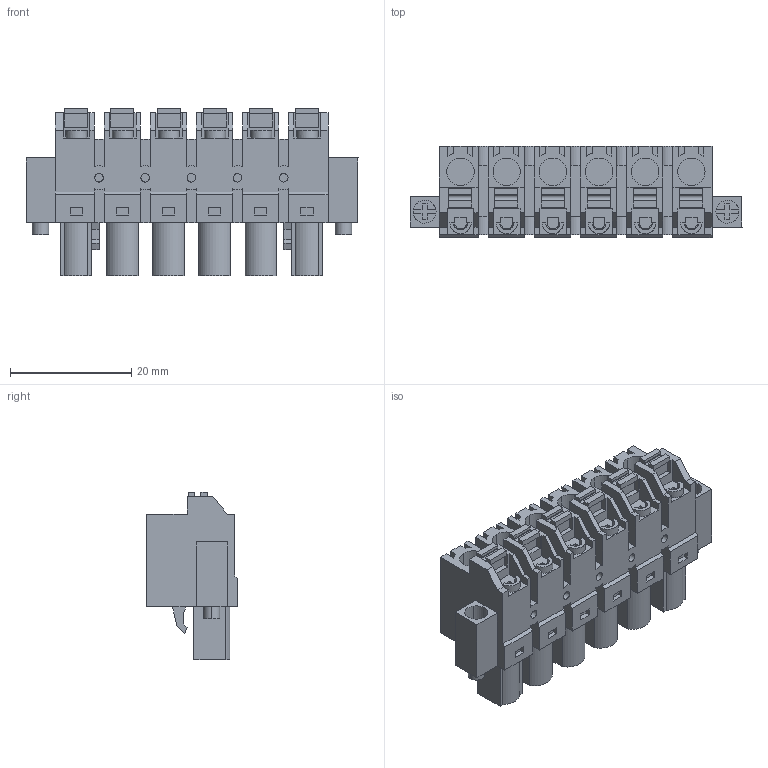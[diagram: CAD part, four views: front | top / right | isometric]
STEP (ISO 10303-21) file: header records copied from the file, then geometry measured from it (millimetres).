
FILE_DESCRIPTION(('CATIA V5 STEP Exchange','CAx-IF Rec.Pracs.--- Model Styling and Organization---1.2---2011-12-15'),'2;1');
FILE_NAME ('D1449903_0_1230260000_1230260000.stp','2017-04-08T10:35:01+00:00',('none'),('Weidmueller'),'CATIA Version 5-6 Release 2014','CATIA V5 STEP AP214','none');
FILE_SCHEMA(('AUTOMOTIVE_DESIGN { 1 0 10303 214 1 1 1 1 }'));
Length unit declared in the file: millimetre
Products named in the file (1): 1230260000
Bounding box: 54.78 x 15.05 x 27.67 mm (x, y, z)
Volume: 11004.5 mm3; surface area: 7798.3 mm2
Topology: 9 solids, 9 shells, 654 faces, 1834 edges, 1256 vertices
Faces by surface type: plane 516, cylinder 133, extrusion 5
Entity records: 20465 total; most frequent: CARTESIAN_POINT 4315, ORIENTED_EDGE 3668, DIRECTION 2698, EDGE_CURVE 1834, VECTOR 1475, LINE 1470, VERTEX_POINT 1256, AXIS2_PLACEMENT_3D 764
